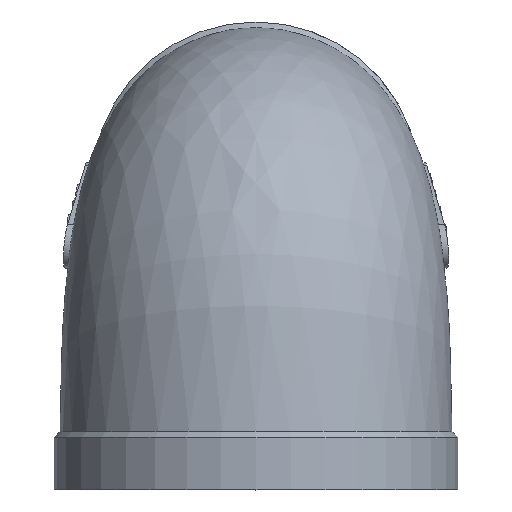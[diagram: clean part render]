
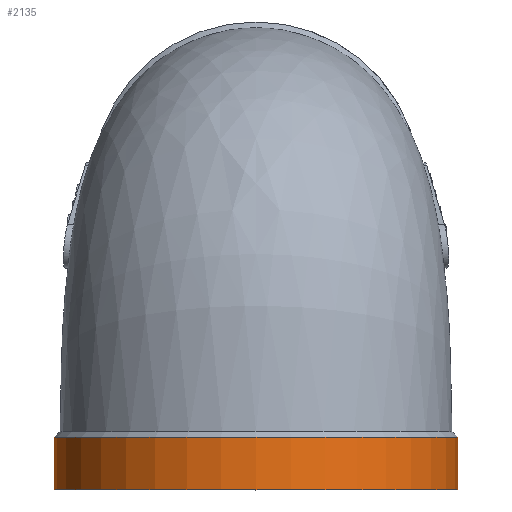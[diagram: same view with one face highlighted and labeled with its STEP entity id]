
A CAD part, left-side view. The second image highlights one B-rep face of the part: STEP entity #2135.
In plain terms, the highlighted cylindrical face has radius 34.5 mm (diameter 69 mm), a full revolution.
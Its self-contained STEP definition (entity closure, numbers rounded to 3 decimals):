
#25=CYLINDRICAL_SURFACE('',#2278,34.5);
#587=CIRCLE('',#2269,34.5);
#594=CIRCLE('',#2279,34.5);
#697=ORIENTED_EDGE('',*,*,#1320,.T.);
#698=ORIENTED_EDGE('',*,*,#1301,.F.);
#1301=EDGE_CURVE('',#1613,#1613,#587,.T.);
#1320=EDGE_CURVE('',#1630,#1630,#594,.T.);
#1613=VERTEX_POINT('',#3522);
#1630=VERTEX_POINT('',#4237);
#1831=EDGE_LOOP('',(#697));
#1832=EDGE_LOOP('',(#698));
#1975=FACE_BOUND('',#1831,.T.);
#1976=FACE_BOUND('',#1832,.T.);
#2135=ADVANCED_FACE('',(#1975,#1976),#25,.T.);
#2269=AXIS2_PLACEMENT_3D('',#3521,#2436,#2437);
#2278=AXIS2_PLACEMENT_3D('',#4235,#2455,#2456);
#2279=AXIS2_PLACEMENT_3D('',#4236,#2457,#2458);
#2436=DIRECTION('',(0.,0.,-1.));
#2437=DIRECTION('',(1.,0.,0.));
#2455=DIRECTION('',(0.,0.,-1.));
#2456=DIRECTION('',(-1.,0.,0.));
#2457=DIRECTION('',(0.,0.,-1.));
#2458=DIRECTION('',(-1.,0.,0.));
#3521=CARTESIAN_POINT('',(-55.,0.,0.));
#3522=CARTESIAN_POINT('',(-20.5,0.,0.));
#4235=CARTESIAN_POINT('',(-55.,0.,10.));
#4236=CARTESIAN_POINT('',(-55.,0.,9.));
#4237=CARTESIAN_POINT('',(-89.5,0.,9.));
